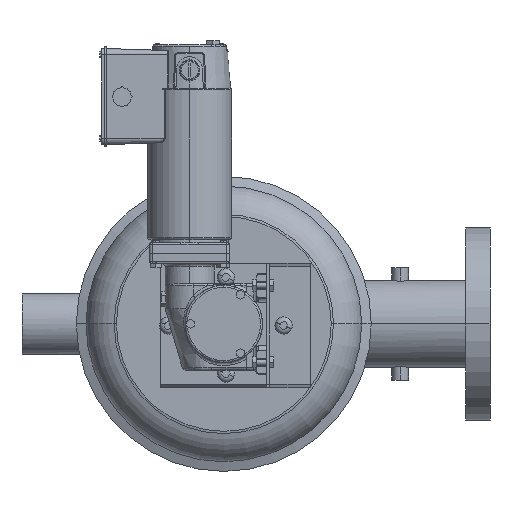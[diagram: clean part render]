
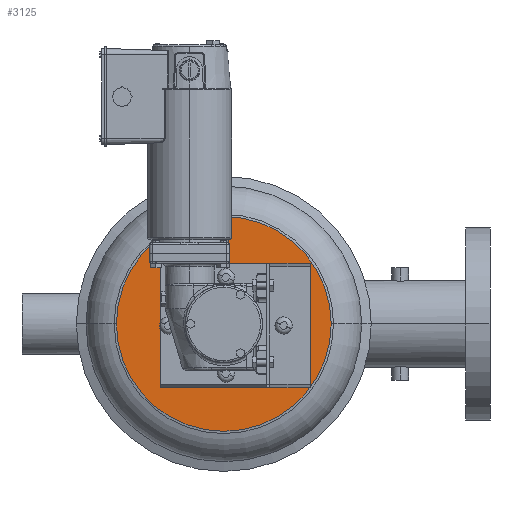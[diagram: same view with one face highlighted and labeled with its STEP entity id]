
A CAD part, left-side view. The second image highlights one B-rep face of the part: STEP entity #3125.
In plain terms, the highlighted planar face has unit normal (-1, 0, 0).
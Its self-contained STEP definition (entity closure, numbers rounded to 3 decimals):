
#3125 = ADVANCED_FACE ( 'NONE', ( #9127 ), #23200, .F. ) ;
#5543 = EDGE_CURVE ( 'NONE', #29524, #25879, #25563, .T. ) ;
#7516 = DIRECTION ( 'NONE',  ( 0., 0., -1. ) ) ;
#7988 = AXIS2_PLACEMENT_3D ( 'NONE', #23099, #13437, #27812 ) ;
#8706 = CARTESIAN_POINT ( 'NONE',  ( 0., 0., -106.362 ) ) ;
#9127 = FACE_OUTER_BOUND ( 'NONE', #20290, .T. ) ;
#11111 = ORIENTED_EDGE ( 'NONE', *, *, #20222, .F. ) ;
#12155 = CARTESIAN_POINT ( 'NONE',  ( 0., 0., 0. ) ) ;
#13437 = DIRECTION ( 'NONE',  ( 1., 0., 0. ) ) ;
#14882 = ORIENTED_EDGE ( 'NONE', *, *, #5543, .F. ) ;
#19726 = AXIS2_PLACEMENT_3D ( 'NONE', #12155, #26434, #21708 ) ;
#20222 = EDGE_CURVE ( 'NONE', #25879, #29524, #30968, .T. ) ;
#20290 = EDGE_LOOP ( 'NONE', ( #14882, #11111 ) ) ;
#21708 = DIRECTION ( 'NONE',  ( 0., 0., -1. ) ) ;
#23099 = CARTESIAN_POINT ( 'NONE',  ( 0., 0., 0. ) ) ;
#23200 = PLANE ( 'NONE',  #7988 ) ;
#24210 = CARTESIAN_POINT ( 'NONE',  ( 0., 0., 0. ) ) ;
#25563 = CIRCLE ( 'NONE', #30139, 106.362 ) ;
#25879 = VERTEX_POINT ( 'NONE', #8706 ) ;
#26434 = DIRECTION ( 'NONE',  ( 1., 0., 0. ) ) ;
#26824 = DIRECTION ( 'NONE',  ( 1., 0., 0. ) ) ;
#27812 = DIRECTION ( 'NONE',  ( 0., 0., -1. ) ) ;
#29524 = VERTEX_POINT ( 'NONE', #30682 ) ;
#30139 = AXIS2_PLACEMENT_3D ( 'NONE', #24210, #26824, #7516 ) ;
#30682 = CARTESIAN_POINT ( 'NONE',  ( 0., 0., 106.362 ) ) ;
#30968 = CIRCLE ( 'NONE', #19726, 106.362 ) ;
